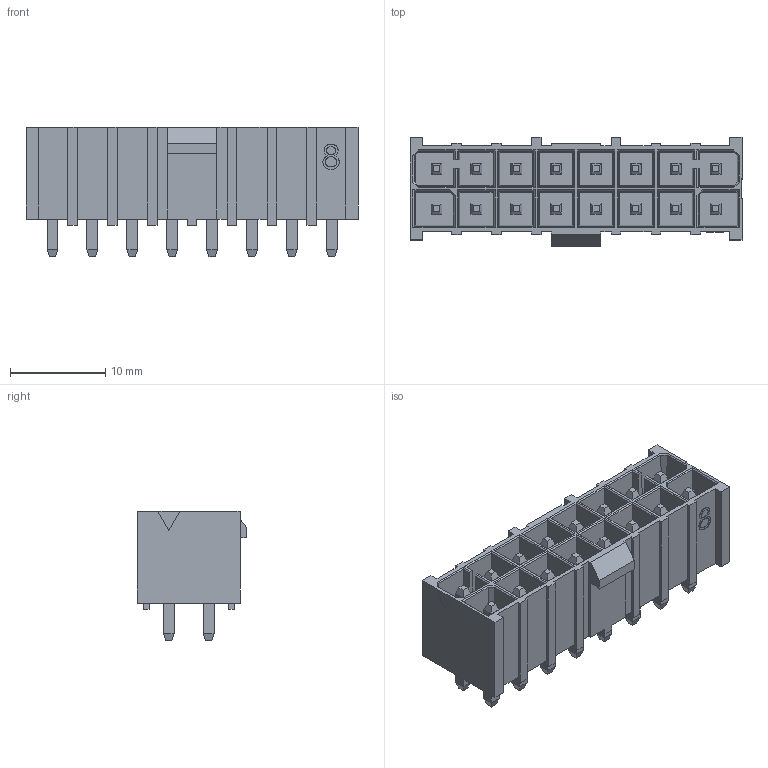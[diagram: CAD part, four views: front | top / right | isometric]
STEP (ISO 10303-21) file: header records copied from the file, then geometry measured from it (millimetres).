
FILE_DESCRIPTION( ('This file contains a STEP AP42 implementation' ,'as created by ZW3D STEP Interface translator.') ,'2;1' );
FILE_NAME( 'WF41901A-2WS08XXB01.stp' ,'24 1 8.172641', (''), ('ZWCAD Software Co.'), 'Version 1.0', 'ZW3D to STEP translator', '' );
FILE_SCHEMA(('AUTOMOTIVE_DESIGN { 1 0 10303 214 1 1 1 1 }'));
Length unit declared in the file: millimetre
Products named in the file (2): 0; WF41901A-2WS08XXB01
Bounding box: 34.87 x 11.46 x 13.6 mm (x, y, z)
Volume: 1665 mm3; surface area: 4417.9 mm2
Topology: 1 solids, 1 shells, 975 faces, 2481 edges, 1588 vertices
Faces by surface type: plane 953, bspline 16, cylinder 6
Entity records: 29689 total; most frequent: CARTESIAN_POINT 5323, ORIENTED_EDGE 4962, DIRECTION 4375, EDGE_CURVE 2481, VECTOR 2431, LINE 2431, VERTEX_POINT 1588, EDGE_LOOP 1055
